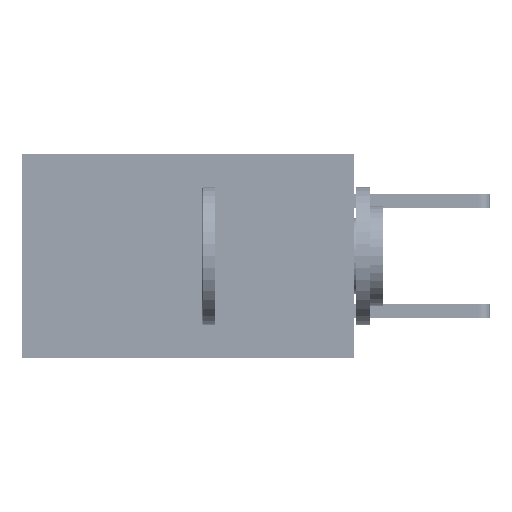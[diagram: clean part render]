
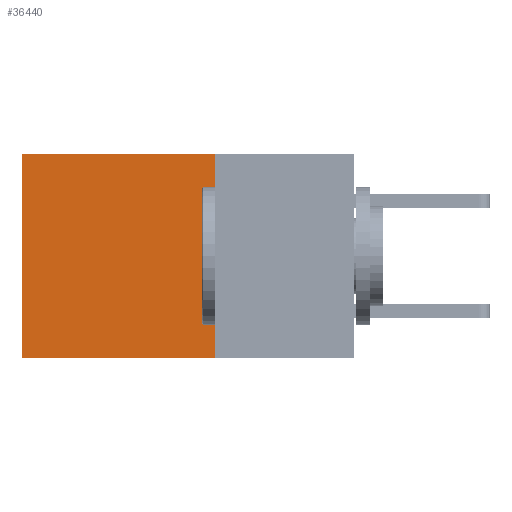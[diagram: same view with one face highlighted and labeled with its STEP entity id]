
A CAD part, left-side view. The second image highlights one B-rep face of the part: STEP entity #36440.
In plain terms, the highlighted planar face has unit normal (-1, 0, 0).
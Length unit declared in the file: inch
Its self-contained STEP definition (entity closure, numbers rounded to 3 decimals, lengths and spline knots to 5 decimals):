
#1725 = EDGE_CURVE ( 'NONE', #24422, #22646, #45525, .T. ) ;
#3588 = EDGE_CURVE ( 'NONE', #43819, #22646, #33792, .T. ) ;
#5789 = ORIENTED_EDGE ( 'NONE', *, *, #39617, .F. ) ;
#9012 = VERTEX_POINT ( 'NONE', #15886 ) ;
#13985 = EDGE_LOOP ( 'NONE', ( #24696, #20010, #5789, #29357 ) ) ;
#15851 = DIRECTION ( 'NONE',  ( 0., 0., -1. ) ) ;
#15886 = CARTESIAN_POINT ( 'NONE',  ( 0.2875, 0.25, 0. ) ) ;
#16571 = CARTESIAN_POINT ( 'NONE',  ( 0.2875, 0.25, -0.37 ) ) ;
#16908 = DIRECTION ( 'NONE',  ( 0., 1., 0. ) ) ;
#17112 = VECTOR ( 'NONE', #35917, 39.37008 ) ;
#18079 = CARTESIAN_POINT ( 'NONE',  ( 0.2875, 0.25, -0.37 ) ) ;
#20010 = ORIENTED_EDGE ( 'NONE', *, *, #3588, .F. ) ;
#20963 = DIRECTION ( 'NONE',  ( 0., 0., -1. ) ) ;
#22646 = VERTEX_POINT ( 'NONE', #41936 ) ;
#23250 = DIRECTION ( 'NONE',  ( 0., 0., -1. ) ) ;
#23262 = EDGE_CURVE ( 'NONE', #9012, #24422, #43738, .T. ) ;
#23898 = CARTESIAN_POINT ( 'NONE',  ( 0.2875, 0.25, 0. ) ) ;
#24422 = VERTEX_POINT ( 'NONE', #26923 ) ;
#24696 = ORIENTED_EDGE ( 'NONE', *, *, #1725, .T. ) ;
#25063 = VECTOR ( 'NONE', #15851, 39.37008 ) ;
#26021 = VECTOR ( 'NONE', #16908, 39.37008 ) ;
#26923 = CARTESIAN_POINT ( 'NONE',  ( 0.2875, 0.6, 0. ) ) ;
#29357 = ORIENTED_EDGE ( 'NONE', *, *, #23262, .T. ) ;
#31518 = CARTESIAN_POINT ( 'NONE',  ( 0.2875, 0.6, 0. ) ) ;
#32304 = LINE ( 'NONE', #37130, #25063 ) ;
#33792 = LINE ( 'NONE', #18079, #17112 ) ;
#35254 = FACE_OUTER_BOUND ( 'NONE', #13985, .T. ) ;
#35917 = DIRECTION ( 'NONE',  ( 0., 1., 0. ) ) ;
#36440 = ADVANCED_FACE ( 'NONE', ( #35254 ), #37378, .F. ) ;
#37130 = CARTESIAN_POINT ( 'NONE',  ( 0.2875, 0.25, 0. ) ) ;
#37378 = PLANE ( 'NONE',  #40445 ) ;
#39617 = EDGE_CURVE ( 'NONE', #9012, #43819, #32304, .T. ) ;
#40445 = AXIS2_PLACEMENT_3D ( 'NONE', #40932, #44428, #23250 ) ;
#40932 = CARTESIAN_POINT ( 'NONE',  ( 0.2875, 0.25, 0. ) ) ;
#41936 = CARTESIAN_POINT ( 'NONE',  ( 0.2875, 0.6, -0.37 ) ) ;
#43738 = LINE ( 'NONE', #23898, #26021 ) ;
#43819 = VERTEX_POINT ( 'NONE', #16571 ) ;
#44425 = VECTOR ( 'NONE', #20963, 39.37008 ) ;
#44428 = DIRECTION ( 'NONE',  ( 1., 0., 0. ) ) ;
#45525 = LINE ( 'NONE', #31518, #44425 ) ;
